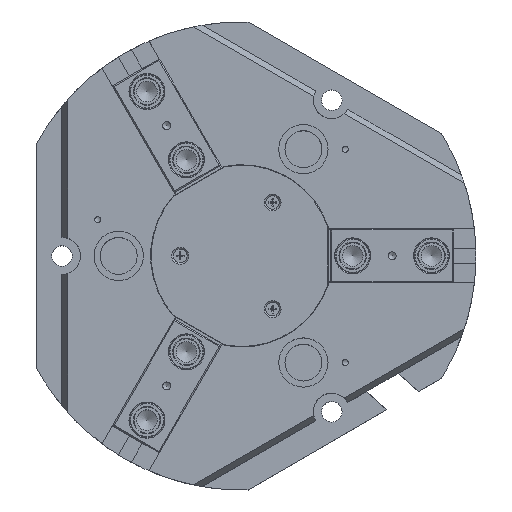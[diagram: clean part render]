
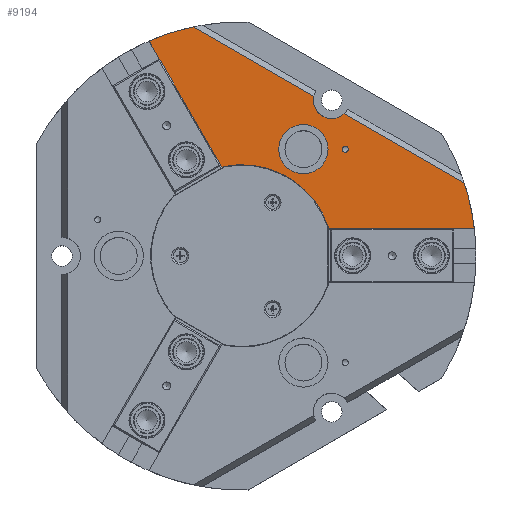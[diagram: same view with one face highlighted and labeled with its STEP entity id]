
A CAD part, top view. The second image highlights one B-rep face of the part: STEP entity #9194.
In plain terms, the highlighted planar face has unit normal (0, 0, 1).
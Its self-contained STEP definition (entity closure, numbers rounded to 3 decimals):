
#683=FACE_BOUND('',#1752,.T.);
#684=FACE_BOUND('',#1753,.T.);
#685=FACE_BOUND('',#1754,.T.);
#829=PLANE('',#10159);
#1189=FACE_OUTER_BOUND('',#1751,.T.);
#1751=EDGE_LOOP('',(#7572,#7573,#7574,#7575,#7576,#7577,#7578));
#1752=EDGE_LOOP('',(#7579,#7580));
#1753=EDGE_LOOP('',(#7581,#7582));
#1754=EDGE_LOOP('',(#7583,#7584));
#2063=CIRCLE('',#9667,2.);
#2064=CIRCLE('',#9668,2.);
#2083=CIRCLE('',#9705,1.23);
#2084=CIRCLE('',#9706,1.23);
#2237=CIRCLE('',#9964,10.);
#2238=CIRCLE('',#9965,10.);
#2316=CIRCLE('',#10118,95.);
#2324=CIRCLE('',#10133,95.);
#2329=CIRCLE('',#10151,7.5);
#2807=LINE('',#15884,#3458);
#2819=LINE('',#15921,#3470);
#2845=LINE('',#16005,#3496);
#2846=LINE('',#16006,#3497);
#3458=VECTOR('',#11808,10.);
#3470=VECTOR('',#11842,10.);
#3496=VECTOR('',#11936,10.);
#3497=VECTOR('',#11937,10.);
#3833=VERTEX_POINT('',#13184);
#3834=VERTEX_POINT('',#13186);
#3931=VERTEX_POINT('',#13927);
#3932=VERTEX_POINT('',#13929);
#4213=VERTEX_POINT('',#15502);
#4214=VERTEX_POINT('',#15504);
#4324=VERTEX_POINT('',#15881);
#4325=VERTEX_POINT('',#15883);
#4329=VERTEX_POINT('',#15893);
#4336=VERTEX_POINT('',#15914);
#4339=VERTEX_POINT('',#15919);
#4348=VERTEX_POINT('',#15944);
#4363=VERTEX_POINT('',#16004);
#4785=EDGE_CURVE('',#3834,#3833,#2063,.T.);
#4786=EDGE_CURVE('',#3833,#3834,#2064,.T.);
#4924=EDGE_CURVE('',#3932,#3931,#2083,.T.);
#4925=EDGE_CURVE('',#3931,#3932,#2084,.T.);
#5285=EDGE_CURVE('',#4214,#4213,#2237,.T.);
#5286=EDGE_CURVE('',#4213,#4214,#2238,.T.);
#5450=EDGE_CURVE('',#4324,#4325,#2807,.T.);
#5456=EDGE_CURVE('',#4324,#4329,#2316,.T.);
#5470=EDGE_CURVE('',#4339,#4336,#2819,.T.);
#5483=EDGE_CURVE('',#4348,#4336,#2324,.T.);
#5504=EDGE_CURVE('',#4339,#4325,#2329,.T.);
#5513=EDGE_CURVE('',#4329,#4363,#2845,.T.);
#5514=EDGE_CURVE('',#4363,#4348,#2846,.T.);
#7572=ORIENTED_EDGE('',*,*,#5450,.F.);
#7573=ORIENTED_EDGE('',*,*,#5456,.T.);
#7574=ORIENTED_EDGE('',*,*,#5513,.T.);
#7575=ORIENTED_EDGE('',*,*,#5514,.T.);
#7576=ORIENTED_EDGE('',*,*,#5483,.T.);
#7577=ORIENTED_EDGE('',*,*,#5470,.F.);
#7578=ORIENTED_EDGE('',*,*,#5504,.T.);
#7579=ORIENTED_EDGE('',*,*,#4785,.T.);
#7580=ORIENTED_EDGE('',*,*,#4786,.T.);
#7581=ORIENTED_EDGE('',*,*,#4924,.T.);
#7582=ORIENTED_EDGE('',*,*,#4925,.T.);
#7583=ORIENTED_EDGE('',*,*,#5285,.T.);
#7584=ORIENTED_EDGE('',*,*,#5286,.T.);
#9194=ADVANCED_FACE('',(#1189,#683,#684,#685),#829,.T.);
#9667=AXIS2_PLACEMENT_3D('',#13187,#10632,#10633);
#9668=AXIS2_PLACEMENT_3D('',#13188,#10634,#10635);
#9705=AXIS2_PLACEMENT_3D('',#13930,#10763,#10764);
#9706=AXIS2_PLACEMENT_3D('',#13931,#10765,#10766);
#9964=AXIS2_PLACEMENT_3D('',#15505,#11426,#11427);
#9965=AXIS2_PLACEMENT_3D('',#15506,#11428,#11429);
#10118=AXIS2_PLACEMENT_3D('',#15895,#11818,#11819);
#10133=AXIS2_PLACEMENT_3D('',#15945,#11864,#11865);
#10151=AXIS2_PLACEMENT_3D('',#15986,#11913,#11914);
#10159=AXIS2_PLACEMENT_3D('',#16003,#11934,#11935);
#10632=DIRECTION('center_axis',(0.,0.,-1.));
#10633=DIRECTION('ref_axis',(1.,0.,0.));
#10634=DIRECTION('center_axis',(0.,0.,-1.));
#10635=DIRECTION('ref_axis',(1.,0.,0.));
#10763=DIRECTION('center_axis',(0.,0.,-1.));
#10764=DIRECTION('ref_axis',(1.,0.,0.));
#10765=DIRECTION('center_axis',(0.,0.,-1.));
#10766=DIRECTION('ref_axis',(1.,0.,0.));
#11426=DIRECTION('center_axis',(0.,0.,-1.));
#11427=DIRECTION('ref_axis',(-0.5,-0.866,0.));
#11428=DIRECTION('center_axis',(0.,0.,-1.));
#11429=DIRECTION('ref_axis',(-0.5,-0.866,0.));
#11808=DIRECTION('',(0.866,-0.5,0.));
#11818=DIRECTION('center_axis',(0.,0.,1.));
#11819=DIRECTION('ref_axis',(0.026,1.,0.));
#11842=DIRECTION('',(0.866,-0.5,0.));
#11864=DIRECTION('center_axis',(0.,0.,1.));
#11865=DIRECTION('ref_axis',(0.852,-0.523,0.));
#11913=DIRECTION('center_axis',(0.,0.,-1.));
#11914=DIRECTION('ref_axis',(0.866,-0.5,0.));
#11934=DIRECTION('center_axis',(0.,0.,1.));
#11935=DIRECTION('ref_axis',(1.,0.,0.));
#11936=DIRECTION('',(0.5,-0.866,0.));
#11937=DIRECTION('',(1.,0.,0.));
#13184=CARTESIAN_POINT('',(10.5,21.65,71.5));
#13186=CARTESIAN_POINT('',(14.5,21.65,71.5));
#13187=CARTESIAN_POINT('Origin',(12.5,21.65,71.5));
#13188=CARTESIAN_POINT('Origin',(12.5,21.65,71.5));
#13927=CARTESIAN_POINT('',(40.771,43.3,71.5));
#13929=CARTESIAN_POINT('',(43.23,43.3,71.5));
#13930=CARTESIAN_POINT('Origin',(42.,43.3,71.5));
#13931=CARTESIAN_POINT('Origin',(42.,43.3,71.5));
#15502=CARTESIAN_POINT('',(30.,51.962,71.5));
#15504=CARTESIAN_POINT('',(20.,34.641,71.5));
#15505=CARTESIAN_POINT('Origin',(25.,43.301,71.5));
#15506=CARTESIAN_POINT('Origin',(25.,43.301,71.5));
#15881=CARTESIAN_POINT('',(-19.617,92.952,71.5));
#15883=CARTESIAN_POINT('',(29.166,64.788,71.5));
#15884=CARTESIAN_POINT('',(32.098,63.095,71.5));
#15893=CARTESIAN_POINT('',(-37.654,87.219,71.5));
#15895=CARTESIAN_POINT('Origin',(0.,0.,71.5));
#15914=CARTESIAN_POINT('',(90.308,29.487,71.5));
#15919=CARTESIAN_POINT('',(41.525,57.652,71.5));
#15921=CARTESIAN_POINT('',(90.192,29.554,71.5));
#15944=CARTESIAN_POINT('',(94.361,11.,71.5));
#15945=CARTESIAN_POINT('Origin',(0.,0.,71.5));
#15986=CARTESIAN_POINT('Origin',(36.5,63.22,71.5));
#16003=CARTESIAN_POINT('Origin',(0.,0.,71.5));
#16004=CARTESIAN_POINT('',(6.351,11.,71.5));
#16005=CARTESIAN_POINT('',(9.526,5.5,71.5));
#16006=CARTESIAN_POINT('',(0.,11.,71.5));
